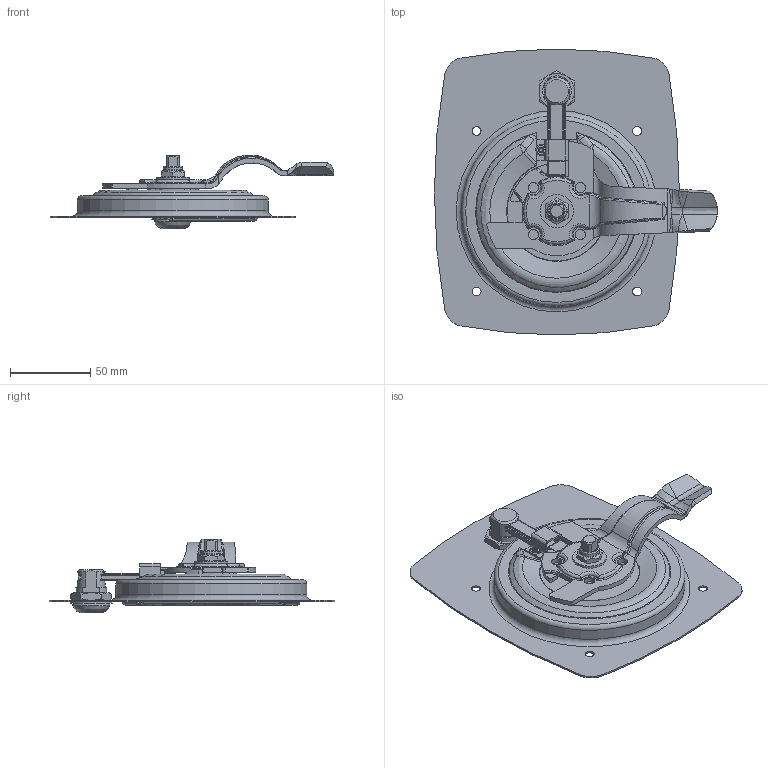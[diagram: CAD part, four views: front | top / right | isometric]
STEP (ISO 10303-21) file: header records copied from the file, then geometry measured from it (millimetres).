
FILE_DESCRIPTION(/* description */ ('SINGLE POINT RECESSED "D" HANDLE ASSEMBLY - KEY LOCKING'),/* implementation_level */ '2;1');
FILE_NAME(/* name */ '9010-SS R.stp',/* time_stamp */ '2023-11-21T12:58:38-05:00',/* author */ ('dtinay'),/* organization */ (''),/* preprocessor_version */ 'ST-DEVELOPER v20',/* originating_system */ 'Autodesk Inventor 2024',/* authorisation */ '');
FILE_SCHEMA (('AUTOMOTIVE_DESIGN { 1 0 10303 214 3 1 1 }'));
Products named in the file (26): 9010-SSR; 9010-S54R; 9000-SS53; 9000-1; 1-9000-SS8; 16689-SS; 1-9001-51; 1-9001-52; 9001-3; 41-5655-3; 16708; 9001-2; 16707; 9000-5; 9010-3; 9010-2; 207-1; 9010-4; 9010-5R; 9010-6; 9010-20; 4901-32; 7901-18; 11X-138; 34-5655-14; 9010CY-5
Assembly tree (27 placements, depth 5):
  9010-SSR
    9010-S54R
      9000-SS53
        9000-1
        1-9000-SS8
        16689-SS  x2
      1-9001-51
        1-9001-52
          9001-3
          41-5655-3
          16708
        9001-2
        16707  x2
      9000-5
      9010-3
      9010-2
      207-1
      9010-4
      9010-5R
      9010-6
      9010-20
      4901-32
      7901-18
      11X-138
      34-5655-14
    9010CY-5
Bounding box: 176.2 x 177.8 x 45.95 mm (x, y, z)
Volume: 96499.6 mm3; surface area: 104181 mm2
Topology: 23 solids, 23 shells, 2249 faces, 5658 edges, 3458 vertices
Faces by surface type: plane 1219, cylinder 473, bspline 298, torus 150, cone 91, sphere 18
Full cylindrical faces by diameter (mm): 1.397 x1, 2.515 x2, 2.794 x2, 2.984 x8, 3.124 x2, 3.251 x4, 3.365 x2, 3.701 x2, 3.81 x1, 3.962 x2, 4.064 x4, 4.343 x2, 5.563 x4, 5.664 x2, 6.35 x4, 7.798 x1, 10.439 x1, 11.1 x1, 12.192 x1, 12.7 x2, 12.878 x1, 13.462 x1, 14.3 x1, 14.605 x1, 15.748 x1, 15.875 x1, 16.011 x1, 16.129 x1, 17.907 x1, 20.726 x1
Entity records: 66038 total; most frequent: CARTESIAN_POINT 20503, ORIENTED_EDGE 9646, DIRECTION 8723, EDGE_CURVE 4823, AXIS2_PLACEMENT_3D 3132, VERTEX_POINT 3018, LINE 2459, VECTOR 2459
